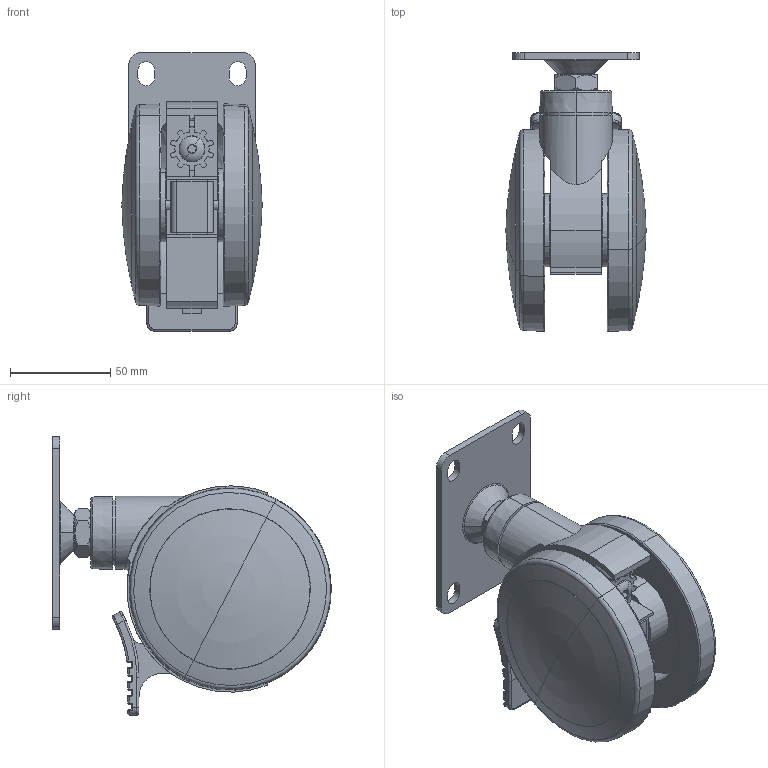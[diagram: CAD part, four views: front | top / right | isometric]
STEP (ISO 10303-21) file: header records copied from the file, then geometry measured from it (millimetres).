
FILE_DESCRIPTION (( 'STEP AP203' ), '1' );
FILE_NAME ('ACMCT-102SFB.STEP', '2020-02-19T04:50:41', ( '' ), ( '' ), 'SwSTEP 2.0', 'SolidWorks 2019', '' );
FILE_SCHEMA (( 'CONFIG_CONTROL_DESIGN' ));
Length unit declared in the file: millimetre
Products named in the file (6): ACMC-102 BRAKE; ACMCT-102 TOP PLATE; ACMC-102 WHEEL; ACMC-102 BOLT; ACMCT-102SFB; 102 BRAKE TYPE FRAME
Assembly tree (6 placements, depth 2):
  ACMCT-102SFB
    102 BRAKE TYPE FRAME
    ACMC-102 BRAKE
    ACMCT-102 TOP PLATE
    ACMC-102 WHEEL  x2
    ACMC-102 BOLT
Bounding box: 70 x 138.99 x 139 mm (x, y, z)
Volume: 391345.1 mm3; surface area: 97428.4 mm2
Topology: 6 solids, 6 shells, 451 faces, 1150 edges, 722 vertices
Faces by surface type: cylinder 208, plane 141, torus 60, bspline 28, cone 14
Entity records: 16176 total; most frequent: CARTESIAN_POINT 5180, DIRECTION 2240, ORIENTED_EDGE 2196, EDGE_CURVE 1098, AXIS2_PLACEMENT_3D 869, VERTEX_POINT 693, LINE 502, VECTOR 502
